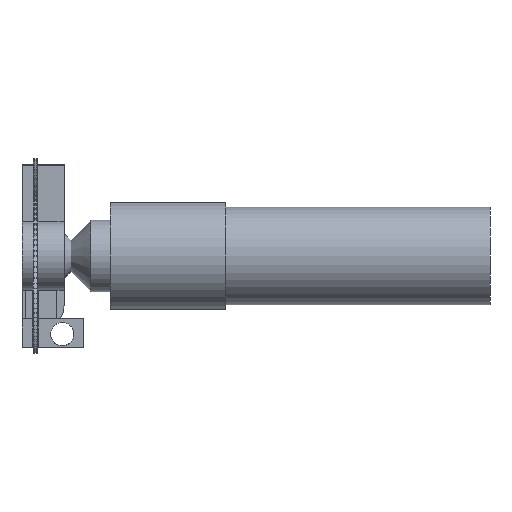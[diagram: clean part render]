
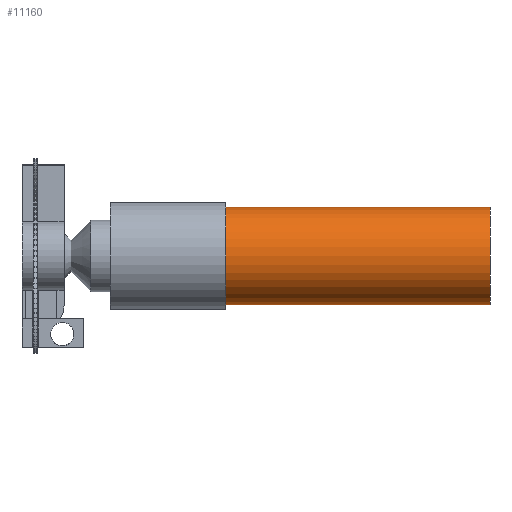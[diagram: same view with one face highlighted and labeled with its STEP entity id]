
A CAD part, front view. The second image highlights one B-rep face of the part: STEP entity #11160.
In plain terms, the highlighted cylindrical face has radius 12.8 mm (diameter 25.6 mm), a full revolution.
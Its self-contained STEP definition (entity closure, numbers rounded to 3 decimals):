
#554=CYLINDRICAL_SURFACE('',#11822,12.8);
#873=FACE_OUTER_BOUND('',#1479,.T.);
#1479=EDGE_LOOP('',(#7654,#7655,#7656,#7657));
#2111=LINE('',#16254,#3162);
#3162=VECTOR('',#12961,12.8);
#4214=CIRCLE('',#11823,12.8);
#4215=CIRCLE('',#11824,12.8);
#4727=VERTEX_POINT('',#16251);
#4728=VERTEX_POINT('',#16253);
#5896=EDGE_CURVE('',#4727,#4727,#4214,.T.);
#5897=EDGE_CURVE('',#4727,#4728,#2111,.T.);
#5898=EDGE_CURVE('',#4728,#4728,#4215,.T.);
#7654=ORIENTED_EDGE('',*,*,#5896,.F.);
#7655=ORIENTED_EDGE('',*,*,#5897,.T.);
#7656=ORIENTED_EDGE('',*,*,#5898,.F.);
#7657=ORIENTED_EDGE('',*,*,#5897,.F.);
#11160=ADVANCED_FACE('',(#873),#554,.T.);
#11822=AXIS2_PLACEMENT_3D('',#16250,#12957,#12958);
#11823=AXIS2_PLACEMENT_3D('',#16252,#12959,#12960);
#11824=AXIS2_PLACEMENT_3D('',#16255,#12962,#12963);
#12957=DIRECTION('center_axis',(1.,0.,0.));
#12958=DIRECTION('ref_axis',(0.,1.,0.));
#12959=DIRECTION('center_axis',(1.,0.,0.));
#12960=DIRECTION('ref_axis',(0.,1.,0.));
#12961=DIRECTION('',(-1.,0.,0.));
#12962=DIRECTION('center_axis',(-1.,0.,0.));
#12963=DIRECTION('ref_axis',(0.,1.,0.));
#16250=CARTESIAN_POINT('Origin',(30.25,0.,0.));
#16251=CARTESIAN_POINT('',(99.25,-12.8,0.));
#16252=CARTESIAN_POINT('Origin',(99.25,0.,0.));
#16253=CARTESIAN_POINT('',(30.25,-12.8,0.));
#16254=CARTESIAN_POINT('',(30.25,-12.8,0.));
#16255=CARTESIAN_POINT('Origin',(30.25,0.,0.));
